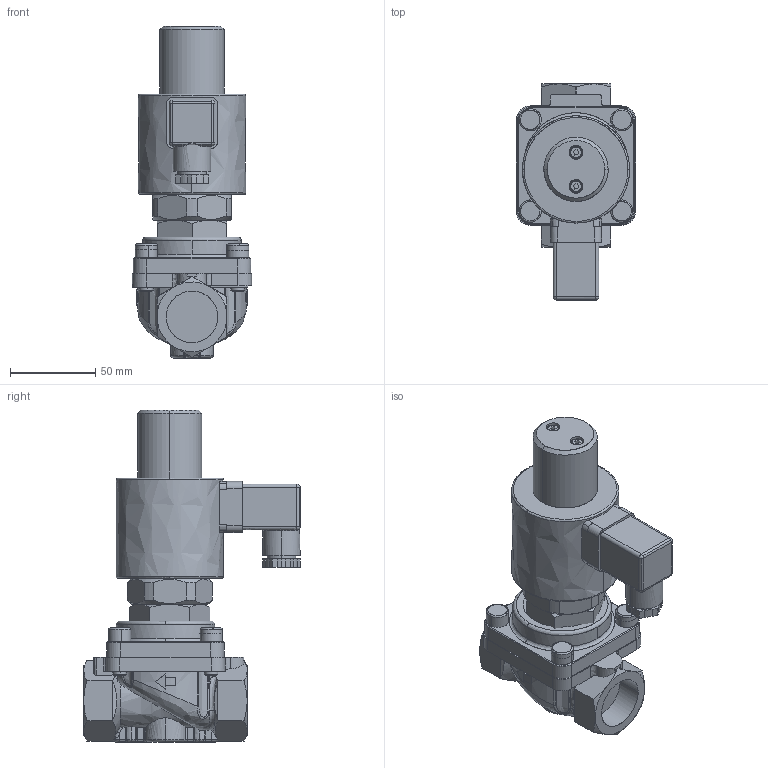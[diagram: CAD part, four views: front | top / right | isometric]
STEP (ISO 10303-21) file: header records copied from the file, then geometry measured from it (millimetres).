
FILE_DESCRIPTION (('STEP'), '1');
FILE_NAME ('A35251004_322-NO.stp', '2026-03-19T15:37:33', ('Unknown'), ('Unknown'), 'HarmonyWare STEP v2.1.9', 'HarmonyWare Translators', '');
FILE_SCHEMA (('CONFIG_CONTROL_DESIGN'));
Length unit declared in the file: millimetre
Products named in the file (662): Volumenkörper2; Volumenkörper3
Assembly tree (661 placements, depth 2):
  (unnamed)
    Volumenkörper2
    Volumenkörper2
    Volumenkörper2
    Volumenkörper2
    Volumenkörper2
    Volumenkörper2
    Volumenkörper2
    Volumenkörper2
    Volumenkörper2
    Volumenkörper2
    Volumenkörper2
    Volumenkörper2
    Volumenkörper2
    Volumenkörper2
    Volumenkörper2
    Volumenkörper2
    Volumenkörper2
    Volumenkörper2
    Volumenkörper2
    Volumenkörper2
    Volumenkörper2
    Volumenkörper2
    Volumenkörper2
    Volumenkörper2
    Volumenkörper2
    Volumenkörper2
    Volumenkörper2
    Volumenkörper2
    Volumenkörper2
    Volumenkörper2
    Volumenkörper2
    Volumenkörper2
    Volumenkörper2
    Volumenkörper2
    Volumenkörper2
    Volumenkörper2
    Volumenkörper2
    Volumenkörper2
    Volumenkörper2
    Volumenkörper2
    Volumenkörper2
    Volumenkörper2
    Volumenkörper2
    Volumenkörper2
    Volumenkörper2
    Volumenkörper2
    Volumenkörper2
    Volumenkörper2
    Volumenkörper2
    Volumenkörper2
    Volumenkörper2
    Volumenkörper2
    Volumenkörper2
    Volumenkörper2
    Volumenkörper2
    Volumenkörper2
    Volumenkörper2
    Volumenkörper2
    Volumenkörper2
Bounding box: 70 x 127.2 x 195.1 mm (x, y, z)
Surface area: 77897.8 mm2 (no closed solid volume)
Topology: 0 solids, 661 shells, 726 faces, 3481 edges, 3332 vertices
Faces by surface type: bspline 726
Entity records: 136032 total; most frequent: CARTESIAN_POINT 23057, PERSON 6618, ORGANIZATION 6618, PERSON_AND_ORGANIZATION 6618, CALENDAR_DATE 4632, COORDINATED_UNIVERSAL_TIME_OFFSET 4632, LOCAL_TIME 4632, DATE_AND_TIME 4632
